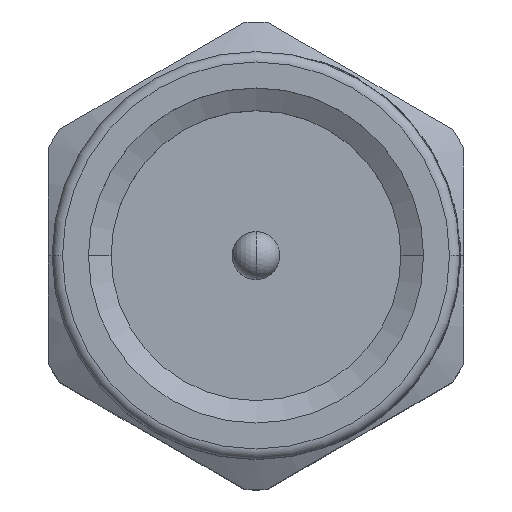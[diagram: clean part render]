
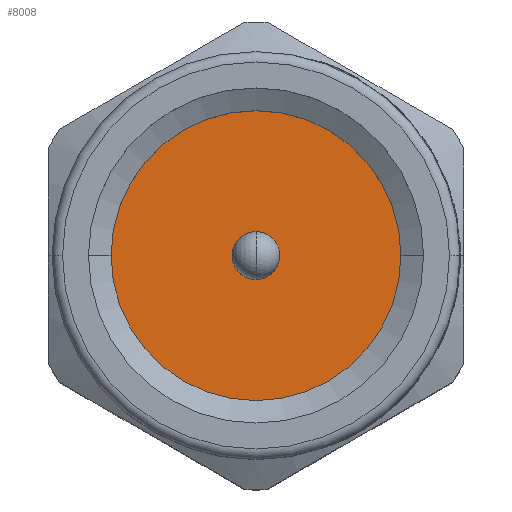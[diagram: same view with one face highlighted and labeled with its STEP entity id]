
A CAD part, top view. The second image highlights one B-rep face of the part: STEP entity #8008.
In plain terms, the highlighted planar face has unit normal (0, 0, 1).
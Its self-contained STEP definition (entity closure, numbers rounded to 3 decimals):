
#429 = ORIENTED_EDGE ( 'NONE', *, *, #799, .F. ) ;
#799 = EDGE_CURVE ( 'NONE', #5499, #1781, #6385, .T. ) ;
#1028 = DIRECTION ( 'NONE',  ( -1., 0., 0. ) ) ;
#1781 = VERTEX_POINT ( 'NONE', #2977 ) ;
#1819 = CARTESIAN_POINT ( 'NONE',  ( 0., 0., 0.45 ) ) ;
#2005 = DIRECTION ( 'NONE',  ( 0., 0., 1. ) ) ;
#2198 = CIRCLE ( 'NONE', #7503, 2.79 ) ;
#2385 = CARTESIAN_POINT ( 'NONE',  ( -0.46, 0., 0.45 ) ) ;
#2633 = EDGE_LOOP ( 'NONE', ( #15802, #6150 ) ) ;
#2706 = CARTESIAN_POINT ( 'NONE',  ( 2.79, 0., 0.45 ) ) ;
#2707 = EDGE_CURVE ( 'NONE', #4004, #4251, #2198, .T. ) ;
#2824 = AXIS2_PLACEMENT_3D ( 'NONE', #8974, #2005, #12135 ) ;
#2977 = CARTESIAN_POINT ( 'NONE',  ( 0.46, 0., 0.45 ) ) ;
#3508 = DIRECTION ( 'NONE',  ( -1., 0., 0. ) ) ;
#3811 = AXIS2_PLACEMENT_3D ( 'NONE', #1819, #8576, #3508 ) ;
#4004 = VERTEX_POINT ( 'NONE', #2706 ) ;
#4251 = VERTEX_POINT ( 'NONE', #14902 ) ;
#4916 = ORIENTED_EDGE ( 'NONE', *, *, #7447, .F. ) ;
#5499 = VERTEX_POINT ( 'NONE', #2385 ) ;
#5557 = CARTESIAN_POINT ( 'NONE',  ( 0., 0., 0.45 ) ) ;
#6150 = ORIENTED_EDGE ( 'NONE', *, *, #14766, .T. ) ;
#6385 = CIRCLE ( 'NONE', #7458, 0.46 ) ;
#6448 = DIRECTION ( 'NONE',  ( 0., 0., 1. ) ) ;
#7447 = EDGE_CURVE ( 'NONE', #1781, #5499, #11337, .T. ) ;
#7458 = AXIS2_PLACEMENT_3D ( 'NONE', #8664, #16192, #1028 ) ;
#7503 = AXIS2_PLACEMENT_3D ( 'NONE', #13656, #15708, #13255 ) ;
#7955 = FACE_OUTER_BOUND ( 'NONE', #2633, .T. ) ;
#8008 = ADVANCED_FACE ( 'NONE', ( #7955, #11315 ), #11781, .F. ) ;
#8126 = DIRECTION ( 'NONE',  ( -1., 0., 0. ) ) ;
#8576 = DIRECTION ( 'NONE',  ( 0., 0., -1. ) ) ;
#8664 = CARTESIAN_POINT ( 'NONE',  ( 0., 0., 0.45 ) ) ;
#8974 = CARTESIAN_POINT ( 'NONE',  ( 0., 0., 0.45 ) ) ;
#9523 = EDGE_LOOP ( 'NONE', ( #4916, #429 ) ) ;
#11315 = FACE_BOUND ( 'NONE', #9523, .T. ) ;
#11337 = CIRCLE ( 'NONE', #2824, 0.46 ) ;
#11781 = PLANE ( 'NONE',  #3811 ) ;
#12135 = DIRECTION ( 'NONE',  ( -1., 0., 0. ) ) ;
#13255 = DIRECTION ( 'NONE',  ( -1., 0., 0. ) ) ;
#13656 = CARTESIAN_POINT ( 'NONE',  ( 0., 0., 0.45 ) ) ;
#13766 = CIRCLE ( 'NONE', #16000, 2.79 ) ;
#14766 = EDGE_CURVE ( 'NONE', #4251, #4004, #13766, .T. ) ;
#14902 = CARTESIAN_POINT ( 'NONE',  ( -2.79, 0., 0.45 ) ) ;
#15708 = DIRECTION ( 'NONE',  ( 0., 0., 1. ) ) ;
#15802 = ORIENTED_EDGE ( 'NONE', *, *, #2707, .T. ) ;
#16000 = AXIS2_PLACEMENT_3D ( 'NONE', #5557, #6448, #8126 ) ;
#16192 = DIRECTION ( 'NONE',  ( 0., 0., 1. ) ) ;
